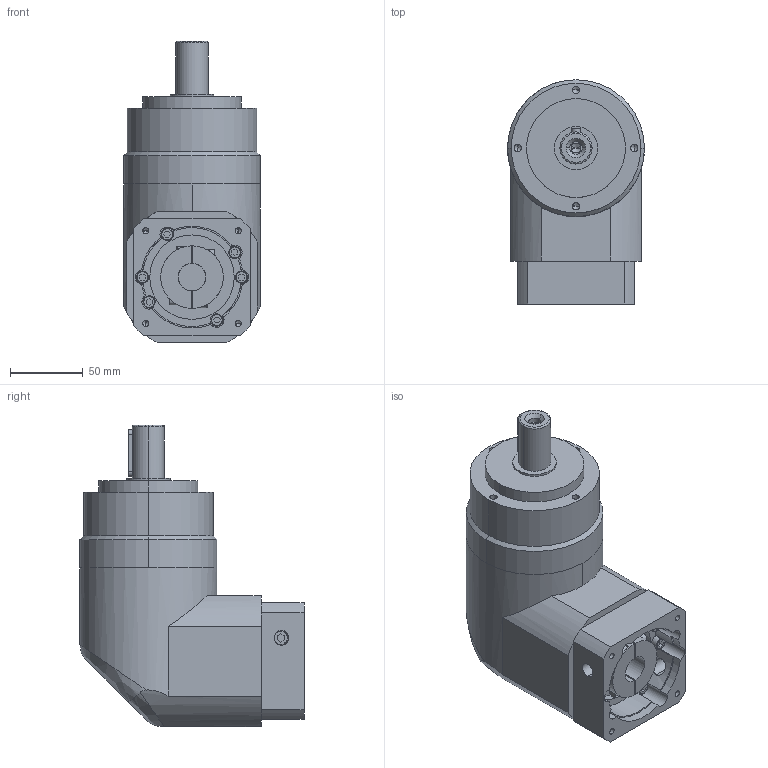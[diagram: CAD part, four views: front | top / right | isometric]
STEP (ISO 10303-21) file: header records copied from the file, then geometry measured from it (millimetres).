
FILE_DESCRIPTION (( 'STEP AP203' ), '1' );
FILE_NAME ('GPER090-L1-(19-70-90-M5).STEP', '2022-05-26T07:08:02', ( '微软用户' ), ( '微软中国' ), 'SwSTEP 2.0', 'SolidWorks 2018', '' );
FILE_SCHEMA (( 'CONFIG_CONTROL_DESIGN' ));
Length unit declared in the file: millimetre
Products named in the file (1): GPER090-L1-(19-70-90-M5)
Bounding box: 94 x 154 x 207 mm (x, y, z)
Volume: 1419273.7 mm3; surface area: 116001.1 mm2
Topology: 5 solids, 5 shells, 285 faces, 697 edges, 439 vertices
Faces by surface type: plane 125, cylinder 117, cone 22, torus 18, bspline 3
Entity records: 9057 total; most frequent: CARTESIAN_POINT 2167, DIRECTION 1494, ORIENTED_EDGE 1358, EDGE_CURVE 679, AXIS2_PLACEMENT_3D 566, VERTEX_POINT 439, LINE 362, VECTOR 362
